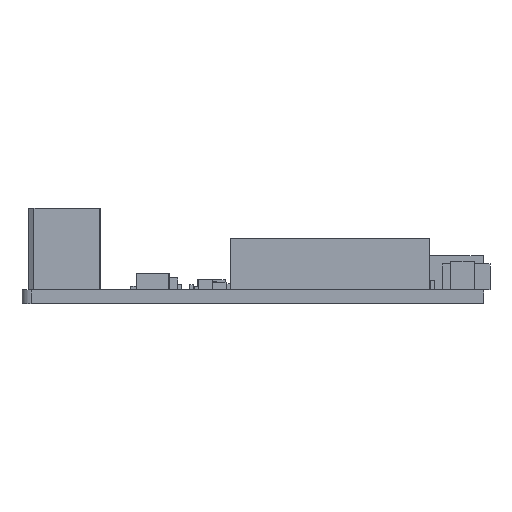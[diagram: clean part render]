
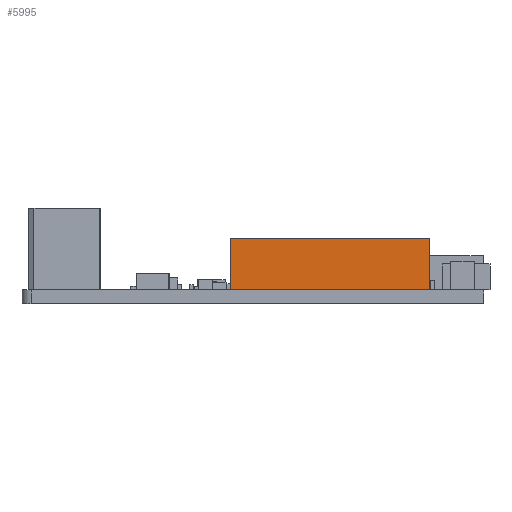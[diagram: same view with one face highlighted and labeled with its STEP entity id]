
A CAD part, left-side view. The second image highlights one B-rep face of the part: STEP entity #5995.
In plain terms, the highlighted planar face has unit normal (-1, 0, 0).
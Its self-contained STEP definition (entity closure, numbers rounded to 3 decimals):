
#5995 = ADVANCED_FACE('',(#5996),#6030,.F.);
#5996 = FACE_BOUND('',#5997,.F.);
#5997 = EDGE_LOOP('',(#5998,#6008,#6016,#6024));
#5998 = ORIENTED_EDGE('',*,*,#5999,.T.);
#5999 = EDGE_CURVE('',#6000,#6002,#6004,.T.);
#6000 = VERTEX_POINT('',#6001);
#6001 = CARTESIAN_POINT('',(-1.72,10.785,0.));
#6002 = VERTEX_POINT('',#6003);
#6003 = CARTESIAN_POINT('',(-1.72,10.785,5.6));
#6004 = LINE('',#6005,#6006);
#6005 = CARTESIAN_POINT('',(-1.72,10.785,0.));
#6006 = VECTOR('',#6007,1.);
#6007 = DIRECTION('',(0.,0.,1.));
#6008 = ORIENTED_EDGE('',*,*,#6009,.T.);
#6009 = EDGE_CURVE('',#6002,#6010,#6012,.T.);
#6010 = VERTEX_POINT('',#6011);
#6011 = CARTESIAN_POINT('',(-1.72,-10.785,5.6));
#6012 = LINE('',#6013,#6014);
#6013 = CARTESIAN_POINT('',(-1.72,10.785,5.6));
#6014 = VECTOR('',#6015,1.);
#6015 = DIRECTION('',(0.,-1.,0.));
#6016 = ORIENTED_EDGE('',*,*,#6017,.F.);
#6017 = EDGE_CURVE('',#6018,#6010,#6020,.T.);
#6018 = VERTEX_POINT('',#6019);
#6019 = CARTESIAN_POINT('',(-1.72,-10.785,0.));
#6020 = LINE('',#6021,#6022);
#6021 = CARTESIAN_POINT('',(-1.72,-10.785,0.));
#6022 = VECTOR('',#6023,1.);
#6023 = DIRECTION('',(0.,0.,1.));
#6024 = ORIENTED_EDGE('',*,*,#6025,.F.);
#6025 = EDGE_CURVE('',#6000,#6018,#6026,.T.);
#6026 = LINE('',#6027,#6028);
#6027 = CARTESIAN_POINT('',(-1.72,10.785,0.));
#6028 = VECTOR('',#6029,1.);
#6029 = DIRECTION('',(0.,-1.,0.));
#6030 = PLANE('',#6031);
#6031 = AXIS2_PLACEMENT_3D('',#6032,#6033,#6034);
#6032 = CARTESIAN_POINT('',(-1.72,10.785,0.));
#6033 = DIRECTION('',(1.,0.,0.));
#6034 = DIRECTION('',(0.,-1.,0.));
